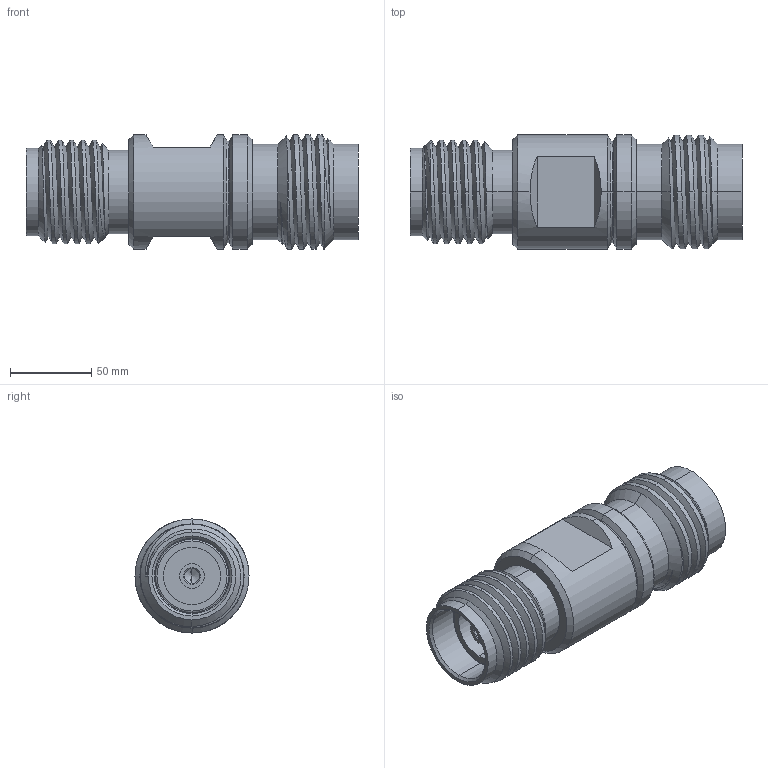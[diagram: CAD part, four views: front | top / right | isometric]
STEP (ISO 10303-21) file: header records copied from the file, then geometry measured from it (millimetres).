
FILE_DESCRIPTION (( 'STEP AP214' ), '1' );
FILE_NAME ('3.5-2.4-KK.STEP', '2023-11-28T15:08:08', ( '' ), ( '' ), 'SwSTEP 2.0', 'SolidWorks 2016', '' );
FILE_SCHEMA (( 'AUTOMOTIVE_DESIGN' ));
Length unit declared in the file: millimetre
Products named in the file (1): 3.5-2.4-KK
Bounding box: 203.8 x 70 x 70 mm (x, y, z)
Volume: 497385.6 mm3; surface area: 78078.6 mm2
Topology: 1 solids, 1 shells, 113 faces, 263 edges, 159 vertices
Faces by surface type: cylinder 51, cone 32, plane 18, torus 6, bspline 6
Entity records: 5803 total; most frequent: CARTESIAN_POINT 3336, ORIENTED_EDGE 518, DIRECTION 510, EDGE_CURVE 259, AXIS2_PLACEMENT_3D 209, VERTEX_POINT 159, EDGE_LOOP 124, ADVANCED_FACE 113
